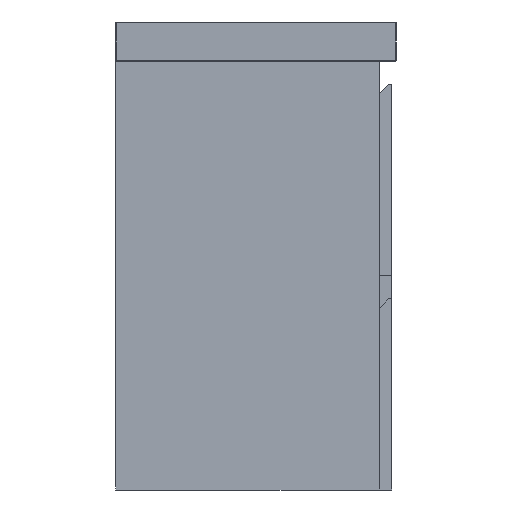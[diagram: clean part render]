
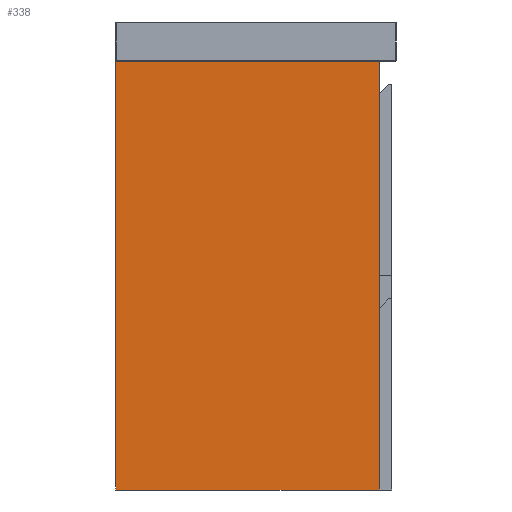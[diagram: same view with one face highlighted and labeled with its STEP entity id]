
A CAD part, left-side view. The second image highlights one B-rep face of the part: STEP entity #338.
In plain terms, the highlighted planar face has unit normal (-1, 0, 0).
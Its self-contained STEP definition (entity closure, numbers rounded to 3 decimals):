
#338=ADVANCED_FACE('',(#433),#1536,.T.);
#433=FACE_OUTER_BOUND('',#528,.T.);
#528=EDGE_LOOP('',(#733,#734,#735,#736));
#733=ORIENTED_EDGE('',*,*,#1070,.F.);
#734=ORIENTED_EDGE('',*,*,#1057,.T.);
#735=ORIENTED_EDGE('',*,*,#1068,.T.);
#736=ORIENTED_EDGE('',*,*,#1069,.F.);
#1057=EDGE_CURVE('',#1422,#1421,#1257,.T.);
#1068=EDGE_CURVE('',#1421,#1429,#1268,.T.);
#1069=EDGE_CURVE('',#1430,#1429,#1269,.T.);
#1070=EDGE_CURVE('',#1422,#1430,#1270,.T.);
#1257=B_SPLINE_CURVE_WITH_KNOTS('',1,(#2152,#2153),.UNSPECIFIED.,.F.,.F.,
(2,2),(-550.,0.),.UNSPECIFIED.);
#1268=B_SPLINE_CURVE_WITH_KNOTS('',1,(#2174,#2175),.UNSPECIFIED.,.F.,.F.,
(2,2),(-338.,0.),.UNSPECIFIED.);
#1269=B_SPLINE_CURVE_WITH_KNOTS('',1,(#2176,#2177),.UNSPECIFIED.,.F.,.F.,
(2,2),(-550.,0.),.UNSPECIFIED.);
#1270=B_SPLINE_CURVE_WITH_KNOTS('',1,(#2178,#2179),.UNSPECIFIED.,.F.,.F.,
(2,2),(-338.,0.),.UNSPECIFIED.);
#1421=VERTEX_POINT('',#2132);
#1422=VERTEX_POINT('',#2133);
#1429=VERTEX_POINT('',#2140);
#1430=VERTEX_POINT('',#2141);
#1536=PLANE('',#1740);
#1740=AXIS2_PLACEMENT_3D('',#2121,#1848,$);
#1848=DIRECTION('',(-1.,0.,0.));
#2121=CARTESIAN_POINT('',(-744.,-330.,371.8));
#2132=CARTESIAN_POINT('',(-744.,275.,338.));
#2133=CARTESIAN_POINT('',(-744.,-275.,338.));
#2140=CARTESIAN_POINT('',(-744.,275.,0.));
#2141=CARTESIAN_POINT('',(-744.,-275.,0.));
#2152=CARTESIAN_POINT('',(-744.,-275.,338.));
#2153=CARTESIAN_POINT('',(-744.,275.,338.));
#2174=CARTESIAN_POINT('',(-744.,275.,338.));
#2175=CARTESIAN_POINT('',(-744.,275.,0.));
#2176=CARTESIAN_POINT('',(-744.,-275.,0.));
#2177=CARTESIAN_POINT('',(-744.,275.,0.));
#2178=CARTESIAN_POINT('',(-744.,-275.,338.));
#2179=CARTESIAN_POINT('',(-744.,-275.,0.));
